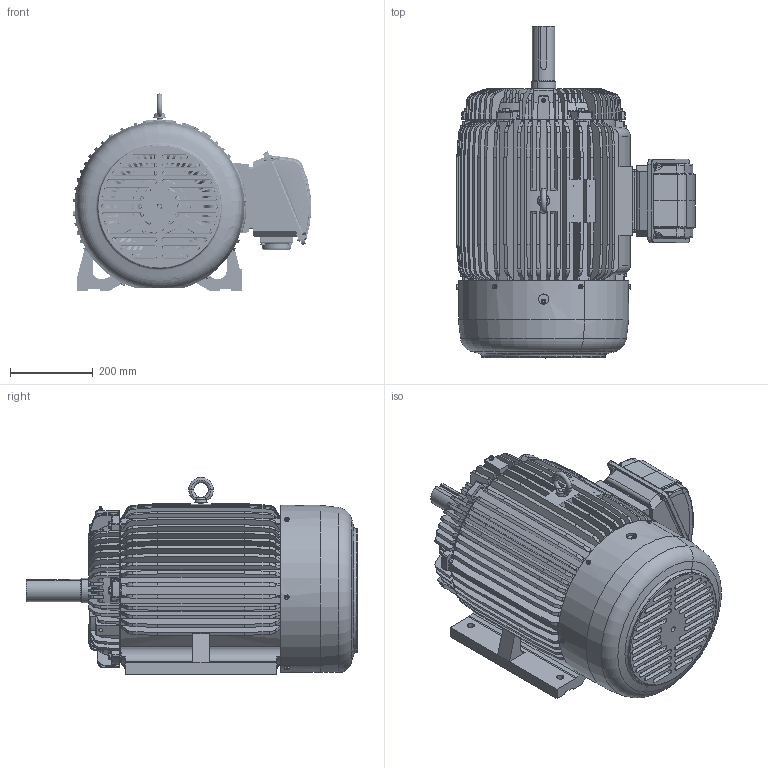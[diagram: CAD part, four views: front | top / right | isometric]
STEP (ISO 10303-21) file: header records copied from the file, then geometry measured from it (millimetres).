
FILE_DESCRIPTION(('CATIA V5 STEP Exchange'),'2;1');
FILE_NAME('326T-H_AllCATPart.stp','2012-08-25T03:19:16+00:00',('none'),('none'),'CATIA Version 5 Release 19 SP 9 (IN-10)','CATIA V5 STEP AP203','none');
FILE_SCHEMA(('CONFIG_CONTROL_DESIGN'));
Length unit declared in the file: millimetre
Products named in the file (1): 326T-H_AllCATPart
Bounding box: 576.11 x 801.6 x 476.2 mm (x, y, z)
Volume: 22696788 mm3; surface area: 4407287.3 mm2
Topology: 49 solids, 57 shells, 4396 faces, 12045 edges, 7817 vertices
Faces by surface type: plane 1506, torus 1000, cylinder 893, cone 774, bspline 197, sphere 24, revolution 2
Entity records: 162546 total; most frequent: CARTESIAN_POINT 68623, ORIENTED_EDGE 24018, EDGE_CURVE 12009, DIRECTION 11954, VERTEX_POINT 7817, AXIS2_PLACEMENT_3D 6264, EDGE_LOOP 4702, ADVANCED_FACE 4396
